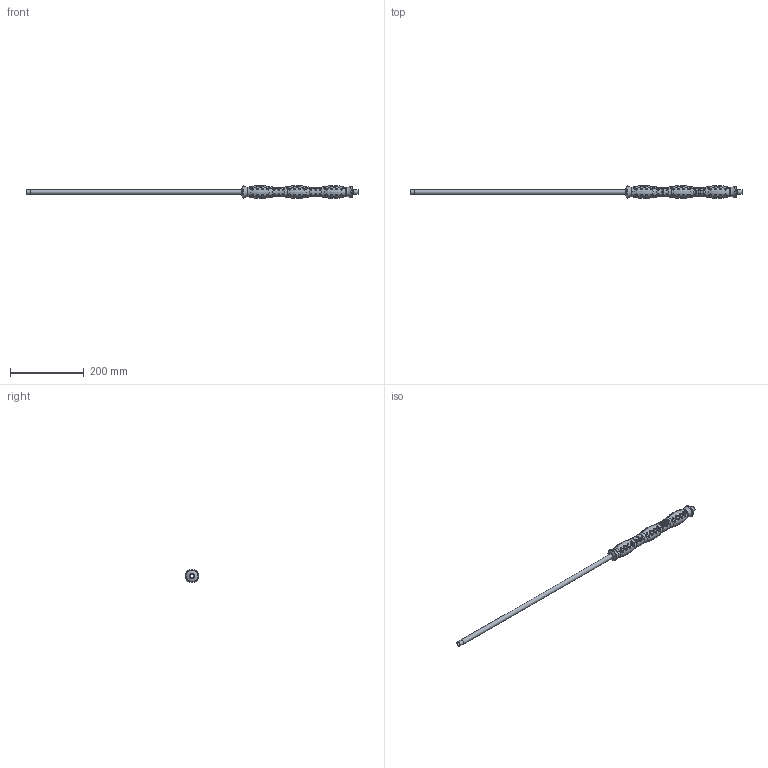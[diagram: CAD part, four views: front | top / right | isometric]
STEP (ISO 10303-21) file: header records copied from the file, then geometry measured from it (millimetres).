
FILE_DESCRIPTION(/* description */ ('Unknown'),/* implementation_level */ '2;1');
FILE_NAME(/* name */ '200029309',/* time_stamp */ '2021-01-21T13:03:42+01:00',/* author */ ('Unknown'),/* organization */ ('Unknown'),/* preprocessor_version */ 'ST-DEVELOPER v16.7',/* originating_system */ 'Solid Edge',/* authorisation */ 'Unknown');
FILE_SCHEMA (('AUTOMOTIVE_DESIGN {1 0 10303 214 3 1 1}'));
Length unit declared in the file: millimetre
Products named in the file (1): Part12
Bounding box: 900 x 34.99 x 34.81 mm (x, y, z)
Volume: 229402.2 mm3; surface area: 81925.8 mm2
Topology: 1 solids, 1 shells, 540 faces, 1721 edges, 1208 vertices
Faces by surface type: sphere 220, plane 190, bspline 79, cylinder 32, torus 17, cone 2
Full cylindrical faces by diameter (mm): 8 x2, 9.6 x1, 12.8 x2, 13.157 x2, 27 x2
Entity records: 23812 total; most frequent: CARTESIAN_POINT 10567, ORIENTED_EDGE 1894, DIRECTION 1353, EDGE_CURVE 947, EDGE_LOOP 853, FACE_BOUND 853, VERTEX_POINT 722, B_SPLINE_CURVE_WITH_KNOTS 612
